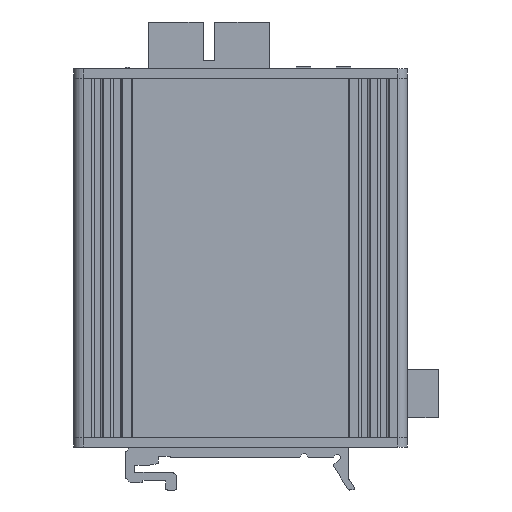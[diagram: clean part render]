
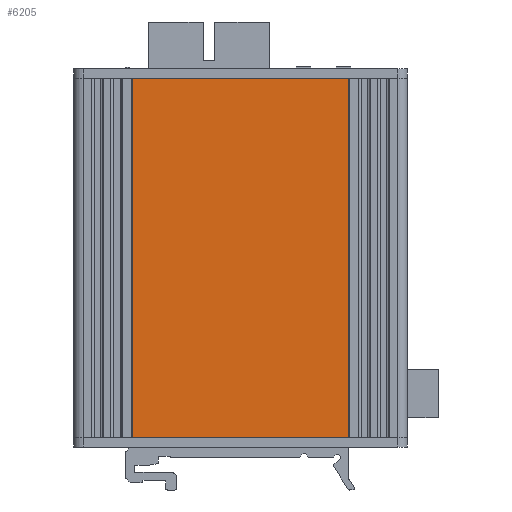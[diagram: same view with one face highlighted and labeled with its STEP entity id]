
A CAD part, left-side view. The second image highlights one B-rep face of the part: STEP entity #6205.
In plain terms, the highlighted planar face has unit normal (-1, 0, 0).
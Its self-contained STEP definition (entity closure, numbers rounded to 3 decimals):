
#63 = ORIENTED_EDGE ( 'NONE', *, *, #11478, .F. ) ;
#326 = CARTESIAN_POINT ( 'NONE',  ( -14.8, 12.4, 0. ) ) ;
#600 = VECTOR ( 'NONE', #5761, 1000. ) ;
#1161 = CARTESIAN_POINT ( 'NONE',  ( -14.8, 12.4, -75.4 ) ) ;
#2245 = EDGE_CURVE ( 'NONE', #15197, #6496, #2369, .T. ) ;
#2369 = LINE ( 'NONE', #17152, #10003 ) ;
#3332 = VERTEX_POINT ( 'NONE', #5419 ) ;
#3489 = DIRECTION ( 'NONE',  ( -1., 0., 0. ) ) ;
#3869 = AXIS2_PLACEMENT_3D ( 'NONE', #12621, #3489, #14109 ) ;
#4577 = EDGE_CURVE ( 'NONE', #18034, #3332, #8753, .T. ) ;
#5103 = EDGE_CURVE ( 'NONE', #18034, #15197, #18193, .T. ) ;
#5183 = DIRECTION ( 'NONE',  ( 0., 0., 1. ) ) ;
#5419 = CARTESIAN_POINT ( 'NONE',  ( -14.8, 57.6, 0. ) ) ;
#5761 = DIRECTION ( 'NONE',  ( 0., -1., 0. ) ) ;
#6205 = ADVANCED_FACE ( 'NONE', ( #10364 ), #6482, .T. ) ;
#6482 = PLANE ( 'NONE',  #3869 ) ;
#6496 = VERTEX_POINT ( 'NONE', #326 ) ;
#7536 = LINE ( 'NONE', #14011, #15126 ) ;
#8205 = ORIENTED_EDGE ( 'NONE', *, *, #2245, .T. ) ;
#8242 = VECTOR ( 'NONE', #9935, 1000. ) ;
#8753 = LINE ( 'NONE', #11407, #8242 ) ;
#9935 = DIRECTION ( 'NONE',  ( 0., 0., 1. ) ) ;
#10003 = VECTOR ( 'NONE', #5183, 1000. ) ;
#10364 = FACE_OUTER_BOUND ( 'NONE', #16305, .T. ) ;
#11407 = CARTESIAN_POINT ( 'NONE',  ( -14.8, 57.6, -75.4 ) ) ;
#11478 = EDGE_CURVE ( 'NONE', #3332, #6496, #7536, .T. ) ;
#11691 = CARTESIAN_POINT ( 'NONE',  ( -14.8, 12.4, -75.4 ) ) ;
#12061 = CARTESIAN_POINT ( 'NONE',  ( -14.8, 57.6, -75.4 ) ) ;
#12411 = ORIENTED_EDGE ( 'NONE', *, *, #4577, .F. ) ;
#12621 = CARTESIAN_POINT ( 'NONE',  ( -14.8, 12.4, -75.4 ) ) ;
#14011 = CARTESIAN_POINT ( 'NONE',  ( -14.8, 12.4, 0. ) ) ;
#14109 = DIRECTION ( 'NONE',  ( 0., 0., 1. ) ) ;
#15126 = VECTOR ( 'NONE', #15499, 1000. ) ;
#15197 = VERTEX_POINT ( 'NONE', #11691 ) ;
#15499 = DIRECTION ( 'NONE',  ( 0., -1., 0. ) ) ;
#16305 = EDGE_LOOP ( 'NONE', ( #63, #12411, #17778, #8205 ) ) ;
#17152 = CARTESIAN_POINT ( 'NONE',  ( -14.8, 12.4, -75.4 ) ) ;
#17778 = ORIENTED_EDGE ( 'NONE', *, *, #5103, .T. ) ;
#18034 = VERTEX_POINT ( 'NONE', #12061 ) ;
#18193 = LINE ( 'NONE', #1161, #600 ) ;
